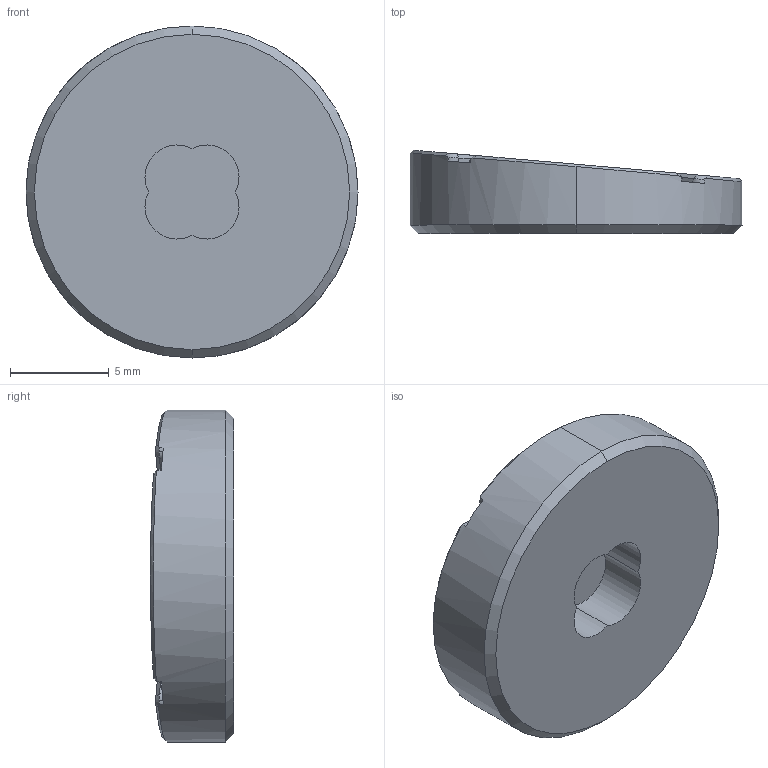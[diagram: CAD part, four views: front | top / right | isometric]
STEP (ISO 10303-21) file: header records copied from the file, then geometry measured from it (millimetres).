
FILE_DESCRIPTION (( 'STEP AP214' ), '1' );
FILE_NAME ('tiltedPinkyCap.STEP', '2024-08-27T16:21:23', ( '' ), ( '' ), 'SwSTEP 2.0', 'SolidWorks 2023', '' );
FILE_SCHEMA (( 'AUTOMOTIVE_DESIGN' ));
Length unit declared in the file: millimetre
Products named in the file (1): tiltedPinkyCap
Bounding box: 16.85 x 4.22 x 16.85 mm (x, y, z)
Volume: 681.7 mm3; surface area: 692.6 mm2
Topology: 1 solids, 1 shells, 173 faces, 437 edges, 272 vertices
Faces by surface type: cylinder 65, cone 64, plane 44
Entity records: 5326 total; most frequent: CARTESIAN_POINT 1032, DIRECTION 963, ORIENTED_EDGE 874, EDGE_CURVE 437, AXIS2_PLACEMENT_3D 379, VERTEX_POINT 272, LINE 205, CIRCLE 205
